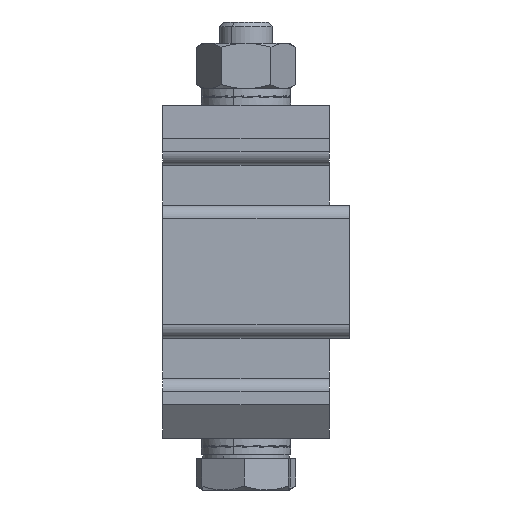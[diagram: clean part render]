
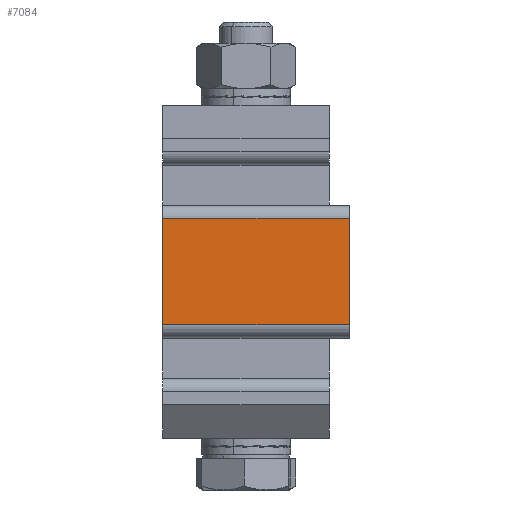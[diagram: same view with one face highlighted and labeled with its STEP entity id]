
A CAD part, left-side view. The second image highlights one B-rep face of the part: STEP entity #7084.
In plain terms, the highlighted planar face has unit normal (-1, 0, 0).
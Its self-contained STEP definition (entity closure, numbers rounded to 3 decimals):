
#2 = VERTEX_POINT ( 'NONE', #8802 ) ;
#840 = EDGE_CURVE ( 'NONE', #2, #2427, #17236, .T. ) ;
#1496 = DIRECTION ( 'NONE',  ( 0., -1., 0. ) ) ;
#2427 = VERTEX_POINT ( 'NONE', #20044 ) ;
#2554 = CARTESIAN_POINT ( 'NONE',  ( -185., -15.5, 6. ) ) ;
#4994 = CARTESIAN_POINT ( 'NONE',  ( -185., -15.5, 8. ) ) ;
#5181 = AXIS2_PLACEMENT_3D ( 'NONE', #19571, #6252, #9714 ) ;
#5193 = VERTEX_POINT ( 'NONE', #17168 ) ;
#6252 = DIRECTION ( 'NONE',  ( 1., 0., 0. ) ) ;
#6758 = FACE_OUTER_BOUND ( 'NONE', #20170, .T. ) ;
#7084 = ADVANCED_FACE ( 'NONE', ( #6758 ), #14406, .F. ) ;
#7483 = VECTOR ( 'NONE', #8734, 1000. ) ;
#7594 = VERTEX_POINT ( 'NONE', #19869 ) ;
#7721 = ORIENTED_EDGE ( 'NONE', *, *, #840, .F. ) ;
#8734 = DIRECTION ( 'NONE',  ( 0., 0., 1. ) ) ;
#8802 = CARTESIAN_POINT ( 'NONE',  ( -185., 12.5, 8. ) ) ;
#9292 = VECTOR ( 'NONE', #18067, 1000. ) ;
#9714 = DIRECTION ( 'NONE',  ( 0., 0., -1. ) ) ;
#9929 = CARTESIAN_POINT ( 'NONE',  ( -185., 12.5, 24. ) ) ;
#10447 = ORIENTED_EDGE ( 'NONE', *, *, #13472, .T. ) ;
#11597 = VECTOR ( 'NONE', #20390, 1000. ) ;
#13257 = LINE ( 'NONE', #4994, #14008 ) ;
#13472 = EDGE_CURVE ( 'NONE', #2, #5193, #13257, .T. ) ;
#13559 = CARTESIAN_POINT ( 'NONE',  ( -185., 12.5, 6. ) ) ;
#14008 = VECTOR ( 'NONE', #1496, 1000. ) ;
#14406 = PLANE ( 'NONE',  #5181 ) ;
#15951 = LINE ( 'NONE', #2554, #11597 ) ;
#16312 = ORIENTED_EDGE ( 'NONE', *, *, #19470, .T. ) ;
#16530 = ORIENTED_EDGE ( 'NONE', *, *, #18811, .T. ) ;
#17168 = CARTESIAN_POINT ( 'NONE',  ( -185., -15.5, 8. ) ) ;
#17236 = LINE ( 'NONE', #13559, #7483 ) ;
#18067 = DIRECTION ( 'NONE',  ( 0., 1., 0. ) ) ;
#18811 = EDGE_CURVE ( 'NONE', #7594, #2427, #21137, .T. ) ;
#19470 = EDGE_CURVE ( 'NONE', #5193, #7594, #15951, .T. ) ;
#19571 = CARTESIAN_POINT ( 'NONE',  ( -185., 12.5, 6. ) ) ;
#19869 = CARTESIAN_POINT ( 'NONE',  ( -185., -15.5, 24. ) ) ;
#20044 = CARTESIAN_POINT ( 'NONE',  ( -185., 12.5, 24. ) ) ;
#20170 = EDGE_LOOP ( 'NONE', ( #16312, #16530, #7721, #10447 ) ) ;
#20390 = DIRECTION ( 'NONE',  ( 0., 0., 1. ) ) ;
#21137 = LINE ( 'NONE', #9929, #9292 ) ;
